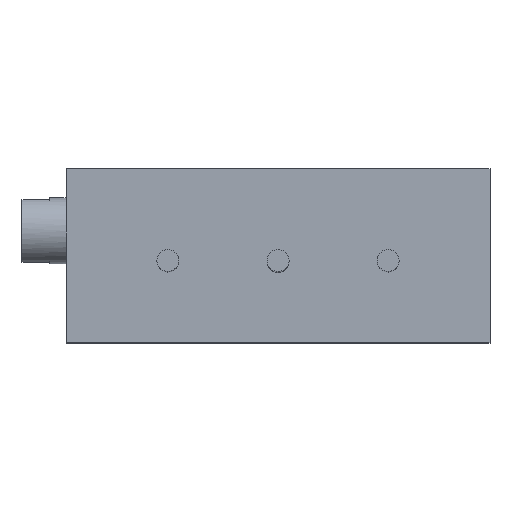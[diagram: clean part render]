
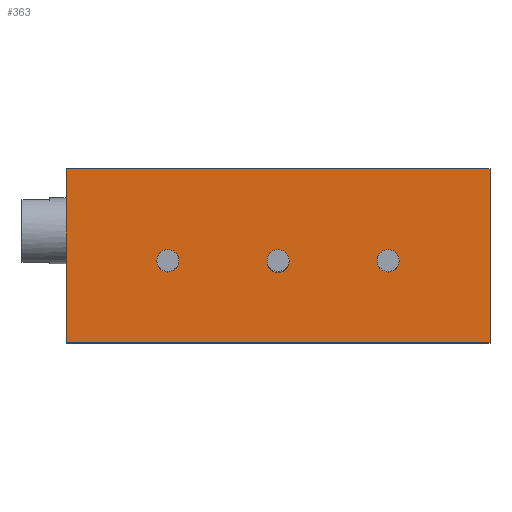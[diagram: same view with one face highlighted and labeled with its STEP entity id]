
A CAD part, top view. The second image highlights one B-rep face of the part: STEP entity #363.
In plain terms, the highlighted planar face has unit normal (0, 0, 1).
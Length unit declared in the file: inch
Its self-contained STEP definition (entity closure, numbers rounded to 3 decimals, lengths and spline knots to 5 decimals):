
#30=DIRECTION('',(0.,1.,0.));
#31=VECTOR('',#30,0.158);
#32=CARTESIAN_POINT('',(-0.1925,-0.079,0.1925));
#33=LINE('',#32,#31);
#34=CARTESIAN_POINT('',(0.,0.0048,0.1925));
#35=CARTESIAN_POINT('',(-0.00088,0.0048,0.1925));
#36=CARTESIAN_POINT('',(-0.00259,0.00457,0.1925));
#37=CARTESIAN_POINT('',(-0.00504,0.00356,0.1925));
#38=CARTESIAN_POINT('',(-0.00713,0.00195,0.1925));
#39=CARTESIAN_POINT('',(-0.00875,-0.00017,0.1925));
#40=CARTESIAN_POINT('',(-0.00977,-0.00264,0.1925));
#41=CARTESIAN_POINT('',(-0.01012,-0.00532,0.1925));
#42=CARTESIAN_POINT('',(-0.00976,-0.00803,0.1925));
#43=CARTESIAN_POINT('',(-0.00872,-0.01055,0.1925));
#44=CARTESIAN_POINT('',(-0.00707,-0.01271,0.1925));
#45=CARTESIAN_POINT('',(-0.00497,-0.01436,0.1925));
#46=CARTESIAN_POINT('',(-0.00252,-0.0154,0.1925));
#47=CARTESIAN_POINT('',(-0.00086,-0.01563,0.1925));
#48=CARTESIAN_POINT('',(0.,-0.01563,0.1925));
#50=CARTESIAN_POINT('',(0.,-0.01563,0.1925));
#51=CARTESIAN_POINT('',(0.00085,-0.01563,0.1925));
#52=CARTESIAN_POINT('',(0.00251,-0.01541,0.1925));
#53=CARTESIAN_POINT('',(0.00496,-0.01437,0.1925));
#54=CARTESIAN_POINT('',(0.00707,-0.01272,0.1925));
#55=CARTESIAN_POINT('',(0.00872,-0.01055,0.1925));
#56=CARTESIAN_POINT('',(0.00976,-0.00802,0.1925));
#57=CARTESIAN_POINT('',(0.01012,-0.00532,0.1925));
#58=CARTESIAN_POINT('',(0.00977,-0.00264,0.1925));
#59=CARTESIAN_POINT('',(0.00875,-0.00017,0.1925));
#60=CARTESIAN_POINT('',(0.00713,0.00195,0.1925));
#61=CARTESIAN_POINT('',(0.00504,0.00356,0.1925));
#62=CARTESIAN_POINT('',(0.00259,0.00457,0.1925));
#63=CARTESIAN_POINT('',(0.00088,0.0048,0.1925));
#64=CARTESIAN_POINT('',(0.,0.0048,0.1925));
#66=CARTESIAN_POINT('',(0.1,-0.005,0.1925));
#67=DIRECTION('',(0.,0.,-1.));
#68=DIRECTION('',(-1.,0.,0.));
#69=AXIS2_PLACEMENT_3D('',#66,#67,#68);
#79=CARTESIAN_POINT('',(0.1,-0.005,0.1925));
#80=DIRECTION('',(0.,0.,1.));
#81=DIRECTION('',(-1.,0.,0.));
#82=AXIS2_PLACEMENT_3D('',#79,#80,#81);
#94=CARTESIAN_POINT('',(-0.1,-0.005,0.1925));
#95=DIRECTION('',(0.,0.,-1.));
#96=DIRECTION('',(-1.,0.,0.));
#97=AXIS2_PLACEMENT_3D('',#94,#95,#96);
#107=CARTESIAN_POINT('',(-0.1,-0.005,0.1925));
#108=DIRECTION('',(0.,0.,1.));
#109=DIRECTION('',(-1.,0.,0.));
#110=AXIS2_PLACEMENT_3D('',#107,#108,#109);
#122=DIRECTION('',(1.,0.,0.));
#123=VECTOR('',#122,0.385);
#124=CARTESIAN_POINT('',(-0.1925,-0.079,0.1925));
#125=LINE('',#124,#123);
#138=DIRECTION('',(0.,1.,0.));
#139=VECTOR('',#138,0.158);
#140=CARTESIAN_POINT('',(0.1925,-0.079,0.1925));
#141=LINE('',#140,#139);
#142=DIRECTION('',(1.,0.,0.));
#143=VECTOR('',#142,0.385);
#144=CARTESIAN_POINT('',(-0.1925,0.079,0.1925));
#145=LINE('',#144,#143);
#222=CARTESIAN_POINT('',(-0.1925,-0.079,0.1925));
#223=CARTESIAN_POINT('',(0.1925,-0.079,0.1925));
#224=VERTEX_POINT('',#222);
#225=VERTEX_POINT('',#223);
#230=CARTESIAN_POINT('',(-0.1925,0.079,0.1925));
#231=CARTESIAN_POINT('',(0.1925,0.079,0.1925));
#232=VERTEX_POINT('',#230);
#233=VERTEX_POINT('',#231);
#254=VERTEX_POINT('',#34);
#255=VERTEX_POINT('',#48);
#256=CARTESIAN_POINT('',(-0.11,-0.005,0.1925));
#258=VERTEX_POINT('',#256);
#260=CARTESIAN_POINT('',(-0.09,-0.005,0.1925));
#262=VERTEX_POINT('',#260);
#264=CARTESIAN_POINT('',(0.09,-0.005,0.1925));
#266=VERTEX_POINT('',#264);
#268=CARTESIAN_POINT('',(0.11,-0.005,0.1925));
#270=VERTEX_POINT('',#268);
#331=CARTESIAN_POINT('',(-0.1925,-0.079,0.1925));
#332=DIRECTION('',(0.,0.,1.));
#333=DIRECTION('',(1.,0.,0.));
#334=AXIS2_PLACEMENT_3D('',#331,#332,#333);
#335=PLANE('',#334);
#337=ORIENTED_EDGE('',*,*,#336,.F.);
#339=ORIENTED_EDGE('',*,*,#338,.T.);
#341=ORIENTED_EDGE('',*,*,#340,.T.);
#343=ORIENTED_EDGE('',*,*,#342,.F.);
#344=EDGE_LOOP('',(#337,#339,#341,#343));
#345=FACE_OUTER_BOUND('',#344,.F.);
#347=ORIENTED_EDGE('',*,*,#346,.F.);
#349=ORIENTED_EDGE('',*,*,#348,.T.);
#350=EDGE_LOOP('',(#347,#349));
#351=FACE_BOUND('',#350,.F.);
#353=ORIENTED_EDGE('',*,*,#352,.F.);
#355=ORIENTED_EDGE('',*,*,#354,.T.);
#356=EDGE_LOOP('',(#353,#355));
#357=FACE_BOUND('',#356,.F.);
#359=ORIENTED_EDGE('',*,*,#358,.T.);
#360=ORIENTED_EDGE('',*,*,#321,.T.);
#361=EDGE_LOOP('',(#359,#360));
#362=FACE_BOUND('',#361,.F.);
#363=ADVANCED_FACE('',(#345,#351,#357,#362),#335,.T.);
#49=B_SPLINE_CURVE_WITH_KNOTS('',3,(#34,#35,#36,#37,#38,#39,#40,#41,#42,#43,#44,
#45,#46,#47,#48),.UNSPECIFIED.,.F.,.F.,(4,1,1,1,1,1,1,1,1,1,1,1,4),(0.,
0.08333,0.16667,0.25,0.33333,0.41667,
0.5,0.58333,0.66667,0.75,0.83333,
0.91667,1.),.UNSPECIFIED.);
#65=B_SPLINE_CURVE_WITH_KNOTS('',3,(#50,#51,#52,#53,#54,#55,#56,#57,#58,#59,#60,
#61,#62,#63,#64),.UNSPECIFIED.,.F.,.F.,(4,1,1,1,1,1,1,1,1,1,1,1,4),(0.,
0.08333,0.16667,0.25,0.33333,0.41667,
0.5,0.58333,0.66667,0.75,0.83333,
0.91667,1.),.UNSPECIFIED.);
#70=CIRCLE('',#69,0.01);
#83=CIRCLE('',#82,0.01);
#98=CIRCLE('',#97,0.01);
#111=CIRCLE('',#110,0.01);
#321=EDGE_CURVE('',#255,#254,#65,.T.);
#336=EDGE_CURVE('',#224,#225,#125,.T.);
#338=EDGE_CURVE('',#224,#232,#33,.T.);
#340=EDGE_CURVE('',#232,#233,#145,.T.);
#342=EDGE_CURVE('',#225,#233,#141,.T.);
#346=EDGE_CURVE('',#258,#262,#98,.T.);
#348=EDGE_CURVE('',#258,#262,#111,.T.);
#352=EDGE_CURVE('',#266,#270,#70,.T.);
#354=EDGE_CURVE('',#266,#270,#83,.T.);
#358=EDGE_CURVE('',#254,#255,#49,.T.);
